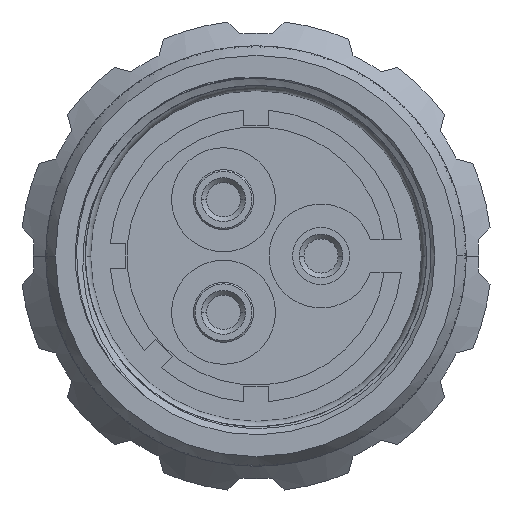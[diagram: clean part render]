
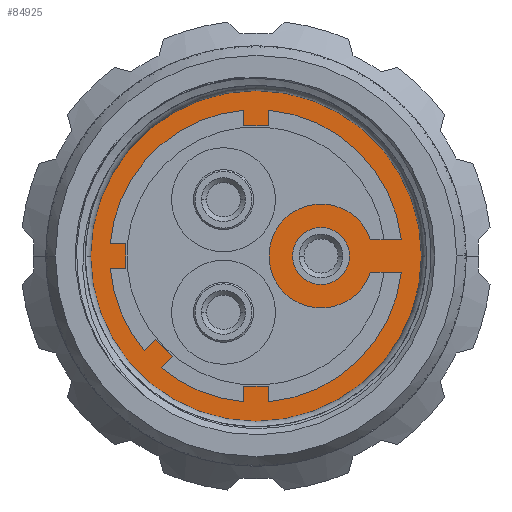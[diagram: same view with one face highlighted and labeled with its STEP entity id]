
A CAD part, left-side view. The second image highlights one B-rep face of the part: STEP entity #84925.
In plain terms, the highlighted planar face has unit normal (-1, 0, 0).
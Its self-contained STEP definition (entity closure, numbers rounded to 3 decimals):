
#9428=CARTESIAN_POINT('',(8.381,12.925,-12.925));
#9429=DIRECTION('',(1.,0.,0.));
#9430=DIRECTION('',(0.,1.,0.));
#9431=AXIS2_PLACEMENT_3D('',#9428,#9429,#9430);
#9433=CARTESIAN_POINT('',(8.381,12.925,-12.925));
#9434=DIRECTION('',(1.,0.,0.));
#9435=DIRECTION('',(0.,-1.,0.));
#9436=AXIS2_PLACEMENT_3D('',#9433,#9434,#9435);
#9461=CARTESIAN_POINT('',(8.381,12.925,-12.925));
#9462=DIRECTION('',(1.,0.,0.));
#9463=DIRECTION('',(0.,0.997,0.083));
#9464=AXIS2_PLACEMENT_3D('',#9461,#9462,#9463);
#9466=CARTESIAN_POINT('',(8.381,12.925,-12.925));
#9467=DIRECTION('',(1.,0.,0.));
#9468=DIRECTION('',(0.,-0.083,0.997));
#9469=AXIS2_PLACEMENT_3D('',#9466,#9467,#9468);
#9471=DIRECTION('',(0.,0.,1.));
#9472=VECTOR('',#9471,0.969);
#9473=CARTESIAN_POINT('',(8.381,13.675,-4.925));
#9474=LINE('22236',#9473,#9472);
#9483=DIRECTION('',(0.,1.,0.));
#9484=VECTOR('',#9483,1.5);
#9485=CARTESIAN_POINT('',(8.381,12.175,-4.925));
#9486=LINE('22235',#9485,#9484);
#9491=DIRECTION('',(0.,0.,-1.));
#9492=VECTOR('',#9491,0.969);
#9493=CARTESIAN_POINT('',(8.381,12.175,-3.956));
#9494=LINE('22234',#9493,#9492);
#9580=DIRECTION('',(0.,1.,0.));
#9581=VECTOR('',#9580,1.905);
#9582=CARTESIAN_POINT('',(8.381,3.981,-11.925));
#9583=LINE('22261',#9582,#9581);
#9596=CARTESIAN_POINT('',(8.381,8.925,-12.925));
#9597=DIRECTION('',(-1.,0.,0.));
#9598=DIRECTION('',(0.,-0.95,0.313));
#9599=AXIS2_PLACEMENT_3D('',#9596,#9597,#9598);
#9606=DIRECTION('',(0.,1.,0.));
#9607=VECTOR('',#9606,1.905);
#9608=CARTESIAN_POINT('',(8.381,3.981,-13.925));
#9609=LINE('22262',#9608,#9607);
#9622=CARTESIAN_POINT('',(8.381,12.925,-12.925));
#9623=DIRECTION('',(1.,0.,0.));
#9624=DIRECTION('',(0.,-0.994,-0.111));
#9625=AXIS2_PLACEMENT_3D('',#9622,#9623,#9624);
#9627=CARTESIAN_POINT('',(8.381,12.925,-12.925));
#9628=DIRECTION('',(1.,0.,0.));
#9629=DIRECTION('',(0.,0.083,-0.997));
#9630=AXIS2_PLACEMENT_3D('',#9627,#9628,#9629);
#9632=CARTESIAN_POINT('',(8.381,12.925,-12.925));
#9633=DIRECTION('',(1.,0.,0.));
#9634=DIRECTION('',(0.,0.764,-0.646));
#9635=AXIS2_PLACEMENT_3D('',#9632,#9633,#9634);
#9637=DIRECTION('',(0.,0.,1.));
#9638=VECTOR('',#9637,0.969);
#9639=CARTESIAN_POINT('',(8.381,12.175,-21.894));
#9640=LINE('22237',#9639,#9638);
#9645=DIRECTION('',(0.,1.,0.));
#9646=VECTOR('',#9645,1.5);
#9647=CARTESIAN_POINT('',(8.381,12.175,-20.925));
#9648=LINE('22238',#9647,#9646);
#9653=DIRECTION('',(0.,0.,-1.));
#9654=VECTOR('',#9653,0.969);
#9655=CARTESIAN_POINT('',(8.381,13.675,-20.925));
#9656=LINE('22239',#9655,#9654);
#9665=DIRECTION('',(0.,-0.707,0.707));
#9666=VECTOR('',#9665,0.969);
#9667=CARTESIAN_POINT('',(8.381,18.736,-19.797));
#9668=LINE('22240',#9667,#9666);
#9673=DIRECTION('',(0.,0.707,0.707));
#9674=VECTOR('',#9673,1.5);
#9675=CARTESIAN_POINT('',(8.381,18.052,-19.112));
#9676=LINE('22241',#9675,#9674);
#9681=DIRECTION('',(0.,0.707,-0.707));
#9682=VECTOR('',#9681,0.969);
#9683=CARTESIAN_POINT('',(8.381,19.112,-18.052));
#9684=LINE('22242',#9683,#9682);
#9693=DIRECTION('',(0.,-1.,0.));
#9694=VECTOR('',#9693,0.969);
#9695=CARTESIAN_POINT('',(8.381,21.894,-13.675));
#9696=LINE('22233',#9695,#9694);
#9701=DIRECTION('',(0.,0.,1.));
#9702=VECTOR('',#9701,1.5);
#9703=CARTESIAN_POINT('',(8.381,20.925,-13.675));
#9704=LINE('22231',#9703,#9702);
#9709=DIRECTION('',(0.,1.,0.));
#9710=VECTOR('',#9709,0.969);
#9711=CARTESIAN_POINT('',(8.381,20.925,-12.175));
#9712=LINE('22232',#9711,#9710);
#9795=CARTESIAN_POINT('',(8.381,8.925,-12.925));
#9796=DIRECTION('',(1.,0.,0.));
#9797=DIRECTION('',(0.,-1.,0.));
#9798=AXIS2_PLACEMENT_3D('',#9795,#9796,#9797);
#9800=CARTESIAN_POINT('',(8.381,8.925,-12.925));
#9801=DIRECTION('',(1.,0.,0.));
#9802=DIRECTION('',(0.,1.,0.));
#9803=AXIS2_PLACEMENT_3D('',#9800,#9801,#9802);
#73138=CARTESIAN_POINT('',(8.381,23.275,-12.925));
#73139=CARTESIAN_POINT('',(8.381,2.575,-12.925));
#73140=VERTEX_POINT('',#73138);
#73141=VERTEX_POINT('',#73139);
#73192=CARTESIAN_POINT('',(8.381,21.894,-12.175));
#73193=CARTESIAN_POINT('',(8.381,13.675,-3.956));
#73194=VERTEX_POINT('',#73192);
#73195=VERTEX_POINT('',#73193);
#73196=CARTESIAN_POINT('',(8.381,12.175,-3.956));
#73197=CARTESIAN_POINT('',(8.381,3.981,-11.925));
#73198=VERTEX_POINT('',#73196);
#73199=VERTEX_POINT('',#73197);
#73200=CARTESIAN_POINT('',(8.381,3.981,-13.925));
#73201=CARTESIAN_POINT('',(8.381,12.175,-21.894));
#73202=VERTEX_POINT('',#73200);
#73203=VERTEX_POINT('',#73201);
#73204=CARTESIAN_POINT('',(8.381,13.675,-21.894));
#73205=CARTESIAN_POINT('',(8.381,18.736,
-19.797));
#73206=VERTEX_POINT('',#73204);
#73207=VERTEX_POINT('',#73205);
#73208=CARTESIAN_POINT('',(8.381,19.797,
-18.736));
#73209=CARTESIAN_POINT('',(8.381,21.894,-13.675));
#73210=VERTEX_POINT('',#73208);
#73211=VERTEX_POINT('',#73209);
#73212=CARTESIAN_POINT('',(8.381,20.925,-13.675));
#73213=CARTESIAN_POINT('',(8.381,20.925,-12.175));
#73214=VERTEX_POINT('',#73212);
#73215=VERTEX_POINT('',#73213);
#73216=CARTESIAN_POINT('',(8.381,12.175,-4.925));
#73217=VERTEX_POINT('',#73216);
#73218=CARTESIAN_POINT('',(8.381,13.675,-4.925));
#73219=VERTEX_POINT('',#73218);
#73220=CARTESIAN_POINT('',(8.381,12.175,-20.925));
#73221=VERTEX_POINT('',#73220);
#73222=CARTESIAN_POINT('',(8.381,13.675,-20.925));
#73223=VERTEX_POINT('',#73222);
#73224=CARTESIAN_POINT('',(8.381,18.052,
-19.112));
#73225=VERTEX_POINT('',#73224);
#73226=CARTESIAN_POINT('',(8.381,19.112,
-18.052));
#73227=VERTEX_POINT('',#73226);
#73248=CARTESIAN_POINT('',(8.381,5.885,-11.925));
#73249=CARTESIAN_POINT('',(8.381,5.885,-13.925));
#73250=VERTEX_POINT('',#73248);
#73251=VERTEX_POINT('',#73249);
#73276=CARTESIAN_POINT('',(8.381,7.175,-12.925));
#73277=CARTESIAN_POINT('',(8.381,10.675,-12.925));
#73278=VERTEX_POINT('',#73276);
#73279=VERTEX_POINT('',#73277);
#84867=CARTESIAN_POINT('',(8.381,12.925,-12.925));
#84868=DIRECTION('',(-1.,0.,0.));
#84869=DIRECTION('',(0.,1.,0.));
#84870=AXIS2_PLACEMENT_3D('',#84867,#84868,#84869);
#84871=PLANE('22160',#84870);
#84872=ORIENTED_EDGE('22182',*,*,#84850,.T.);
#84874=ORIENTED_EDGE('22186',*,*,#84873,.T.);
#84875=EDGE_LOOP('22160',(#84872,#84874));
#84876=FACE_OUTER_BOUND('22160',#84875,.F.);
#84878=ORIENTED_EDGE('22225',*,*,#84877,.F.);
#84880=ORIENTED_EDGE('22232',*,*,#84879,.F.);
#84882=ORIENTED_EDGE('22231',*,*,#84881,.F.);
#84884=ORIENTED_EDGE('22233',*,*,#84883,.F.);
#84886=ORIENTED_EDGE('22230',*,*,#84885,.F.);
#84888=ORIENTED_EDGE('22242',*,*,#84887,.F.);
#84890=ORIENTED_EDGE('22241',*,*,#84889,.F.);
#84892=ORIENTED_EDGE('22240',*,*,#84891,.F.);
#84894=ORIENTED_EDGE('22229',*,*,#84893,.F.);
#84896=ORIENTED_EDGE('22239',*,*,#84895,.F.);
#84898=ORIENTED_EDGE('22238',*,*,#84897,.F.);
#84900=ORIENTED_EDGE('22237',*,*,#84899,.F.);
#84902=ORIENTED_EDGE('22228',*,*,#84901,.F.);
#84904=ORIENTED_EDGE('22262',*,*,#84903,.T.);
#84906=ORIENTED_EDGE('22252',*,*,#84905,.F.);
#84908=ORIENTED_EDGE('22261',*,*,#84907,.F.);
#84910=ORIENTED_EDGE('22226',*,*,#84909,.F.);
#84912=ORIENTED_EDGE('22234',*,*,#84911,.T.);
#84914=ORIENTED_EDGE('22235',*,*,#84913,.T.);
#84916=ORIENTED_EDGE('22236',*,*,#84915,.T.);
#84917=EDGE_LOOP('22160',(#84878,#84880,#84882,#84884,#84886,#84888,#84890,
#84892,#84894,#84896,#84898,#84900,#84902,#84904,#84906,#84908,#84910,#84912,
#84914,#84916));
#84918=FACE_BOUND('22160',#84917,.F.);
#84920=ORIENTED_EDGE('22265',*,*,#84919,.F.);
#84922=ORIENTED_EDGE('22268',*,*,#84921,.F.);
#84923=EDGE_LOOP('22160',(#84920,#84922));
#84924=FACE_BOUND('22160',#84923,.F.);
#9432=CIRCLE('22182',#9431,10.35);
#9437=CIRCLE('22186',#9436,10.35);
#9465=CIRCLE('22225',#9464,9.);
#9470=CIRCLE('22226',#9469,9.);
#9600=CIRCLE('22252',#9599,3.2);
#9626=CIRCLE('22228',#9625,9.);
#9631=CIRCLE('22229',#9630,9.);
#9636=CIRCLE('22230',#9635,9.);
#9799=CIRCLE('22265',#9798,1.75);
#9804=CIRCLE('22268',#9803,1.75);
#84850=EDGE_CURVE('22182',#73140,#73141,#9432,.T.);
#84873=EDGE_CURVE('22186',#73141,#73140,#9437,.T.);
#84877=EDGE_CURVE('22225',#73194,#73195,#9465,.T.);
#84879=EDGE_CURVE('22232',#73215,#73194,#9712,.T.);
#84881=EDGE_CURVE('22231',#73214,#73215,#9704,.T.);
#84883=EDGE_CURVE('22233',#73211,#73214,#9696,.T.);
#84885=EDGE_CURVE('22230',#73210,#73211,#9636,.T.);
#84887=EDGE_CURVE('22242',#73227,#73210,#9684,.T.);
#84889=EDGE_CURVE('22241',#73225,#73227,#9676,.T.);
#84891=EDGE_CURVE('22240',#73207,#73225,#9668,.T.);
#84893=EDGE_CURVE('22229',#73206,#73207,#9631,.T.);
#84895=EDGE_CURVE('22239',#73223,#73206,#9656,.T.);
#84897=EDGE_CURVE('22238',#73221,#73223,#9648,.T.);
#84899=EDGE_CURVE('22237',#73203,#73221,#9640,.T.);
#84901=EDGE_CURVE('22228',#73202,#73203,#9626,.T.);
#84903=EDGE_CURVE('22262',#73202,#73251,#9609,.T.);
#84905=EDGE_CURVE('22252',#73250,#73251,#9600,.T.);
#84907=EDGE_CURVE('22261',#73199,#73250,#9583,.T.);
#84909=EDGE_CURVE('22226',#73198,#73199,#9470,.T.);
#84911=EDGE_CURVE('22234',#73198,#73217,#9494,.T.);
#84913=EDGE_CURVE('22235',#73217,#73219,#9486,.T.);
#84915=EDGE_CURVE('22236',#73219,#73195,#9474,.T.);
#84919=EDGE_CURVE('22265',#73278,#73279,#9799,.T.);
#84921=EDGE_CURVE('22268',#73279,#73278,#9804,.T.);
#84925=ADVANCED_FACE('22160',(#84876,#84918,#84924),#84871,.T.);
